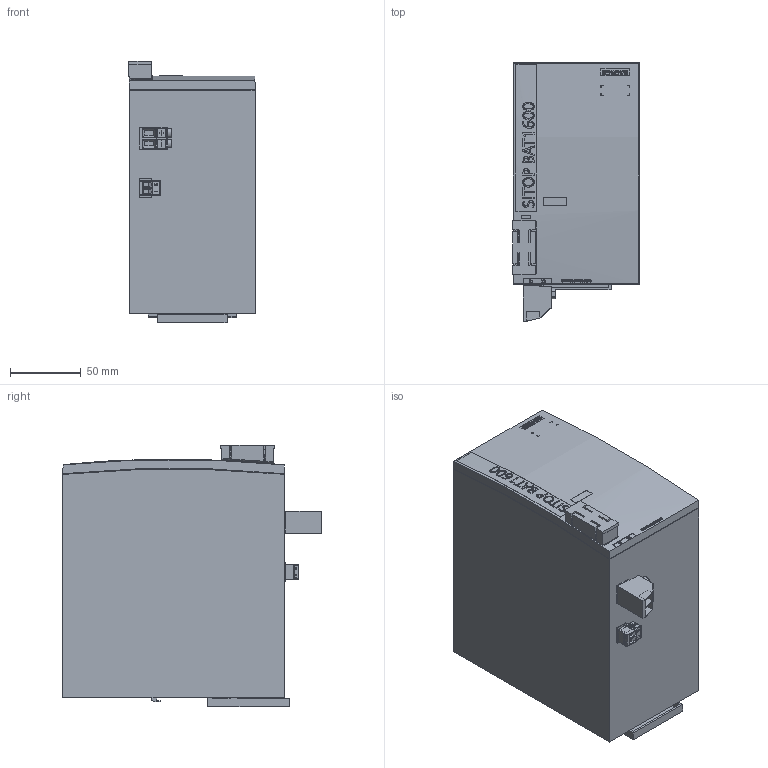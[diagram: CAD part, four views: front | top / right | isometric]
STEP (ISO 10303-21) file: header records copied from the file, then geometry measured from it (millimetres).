
FILE_DESCRIPTION(/* description */ (''),/* implementation_level */ '2;1');
FILE_NAME(/* name */ '6EP4133-0GD00-0AY0_3d.stp',/* time_stamp */ '2022-12-16T12:48:55+02:00',/* author */ (''),/* organization */ (''),/* preprocessor_version */ 'ST-DEVELOPER v18.1',/* originating_system */ 'SIEMENS PLM Software NX 1973',/* authorisation */ '');
FILE_SCHEMA (('AUTOMOTIVE_DESIGN { 1 0 10303 214 3 1 1 1 }'));
Bounding box: 89.2 x 182.23 x 184.2 mm (x, y, z)
Volume: 2303178.5 mm3; surface area: 343162.8 mm2
Topology: 56 solids, 56 shells, 1900 faces, 5107 edges, 3387 vertices
Faces by surface type: plane 1489, cylinder 202, extrusion 196, sphere 7, cone 4, bspline 2
Full cylindrical faces by diameter (mm): 0.2 x1, 0.38 x1, 1.53 x2, 3 x8, 3.821 x2, 4 x2, 5.2 x2
Entity records: 71695 total; most frequent: CRTPNT 18371, ORNEDG 10128, DRCTN 8868, EDGCRV 5064, VECTOR 4134, LINE 3938, VRTPNT 3372, A2PL3D 2367
